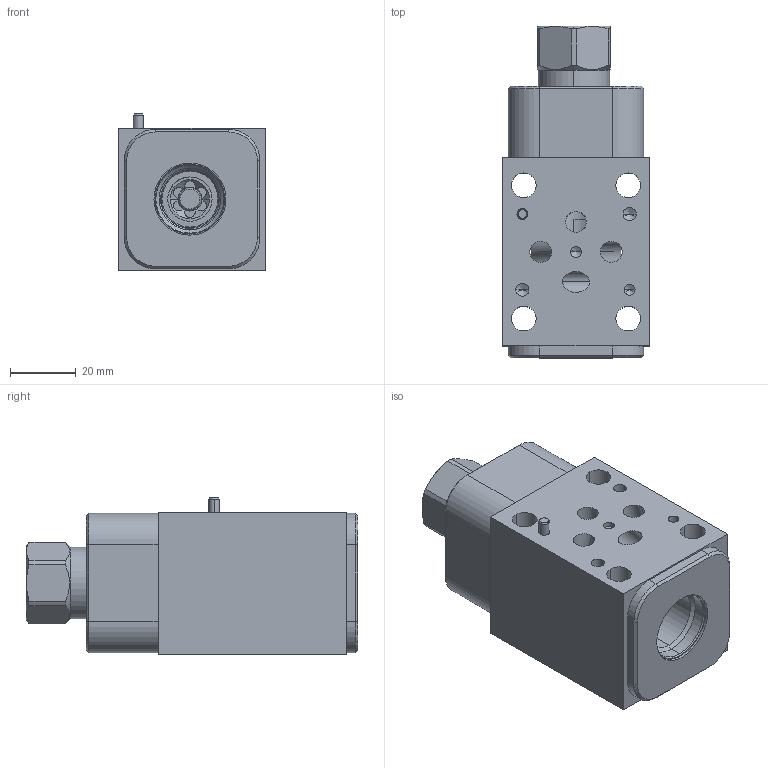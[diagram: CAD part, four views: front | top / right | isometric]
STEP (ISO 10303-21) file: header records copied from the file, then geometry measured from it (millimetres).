
FILE_DESCRIPTION((''),'2;1');
FILE_NAME('X5X_ASM','2021-09-23T',('ProEService'),(''),'PRO/ENGINEER BY PARAMETRIC TECHNOLOGY CORPORATION, 2014200','PRO/ENGINEER BY PARAMETRIC TECHNOLOGY CORPORATION, 2014200','');
FILE_SCHEMA(('CONFIG_CONTROL_DESIGN'));
Length unit declared in the file: inch
Products named in the file (6): 158-069; CXCDXCN; 811-001-006; 500-001-012; 700-002; X5X_ASM
Assembly tree (5 placements, depth 2):
  X5X_ASM
    158-069
    CXCDXCN
    811-001-006
    500-001-012
    700-002
Bounding box: 44.45 x 100.81 x 47.5 mm (x, y, z)
Volume: 131033.7 mm3; surface area: 36023.5 mm2
Topology: 5 solids, 5 shells, 330 faces, 1409 edges, 1310 vertices
Faces by surface type: cylinder 136, plane 81, cone 72, torus 22, sphere 11, revolution 8
Entity records: 15869 total; most frequent: CARTESIAN_POINT 4795, DIRECTION 2313, ORIENTED_EDGE 1568, VECTOR 923, LINE 923, EDGE_CURVE 784, AXIS2_PLACEMENT_3D 691, TRIMMED_CURVE 603
